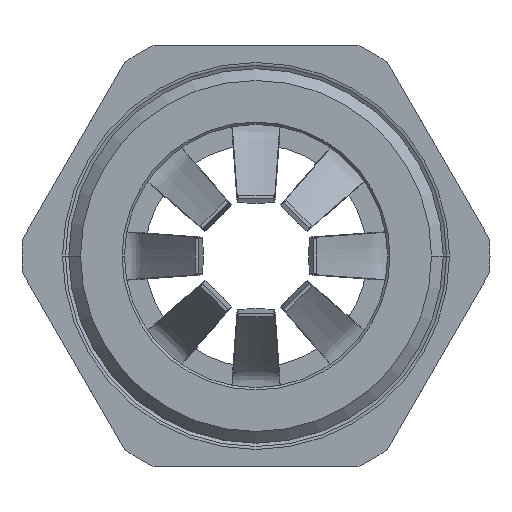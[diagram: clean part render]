
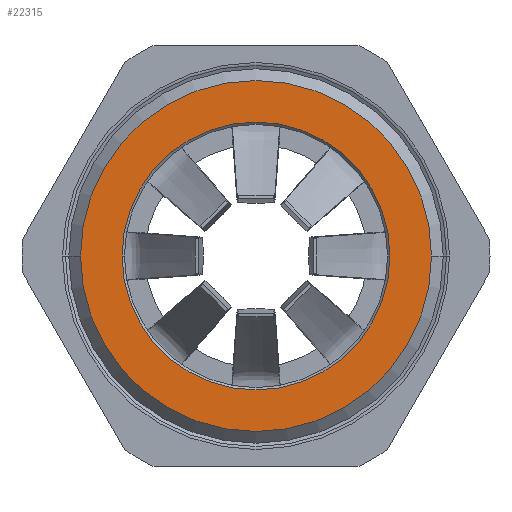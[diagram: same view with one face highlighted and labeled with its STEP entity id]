
A CAD part, front view. The second image highlights one B-rep face of the part: STEP entity #22315.
In plain terms, the highlighted planar face has unit normal (0, -1, 0).
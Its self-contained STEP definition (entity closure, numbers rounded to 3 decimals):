
#21346=CARTESIAN_POINT('',(0.,-9.5,0.));
#21347=DIRECTION('',(0.,1.,0.));
#21348=DIRECTION('',(1.,0.,0.));
#21349=AXIS2_PLACEMENT_3D('',#21346,#21347,#21348);
#21351=CARTESIAN_POINT('',(0.,-9.5,0.));
#21352=DIRECTION('',(0.,1.,0.));
#21353=DIRECTION('',(-1.,0.,0.));
#21354=AXIS2_PLACEMENT_3D('',#21351,#21352,#21353);
#21356=CARTESIAN_POINT('',(0.,-9.5,0.));
#21357=DIRECTION('',(0.,-1.,0.));
#21358=DIRECTION('',(-1.,0.,0.));
#21359=AXIS2_PLACEMENT_3D('',#21356,#21357,#21358);
#21361=CARTESIAN_POINT('',(0.,-9.5,0.));
#21362=DIRECTION('',(0.,-1.,0.));
#21363=DIRECTION('',(1.,0.,0.));
#21364=AXIS2_PLACEMENT_3D('',#21361,#21362,#21363);
#21432=CARTESIAN_POINT('',(11.45,-9.5,0.));
#21433=VERTEX_POINT('',#21432);
#21562=CARTESIAN_POINT('',(-15.,-9.5,0.));
#21563=VERTEX_POINT('',#21562);
#21566=CARTESIAN_POINT('',(15.,-9.5,0.));
#21567=VERTEX_POINT('',#21566);
#21568=CARTESIAN_POINT('',(-11.45,-9.5,0.));
#21569=VERTEX_POINT('',#21568);
#22300=CARTESIAN_POINT('',(0.,-9.5,0.));
#22301=DIRECTION('',(0.,1.,0.));
#22302=DIRECTION('',(1.,0.,0.));
#22303=AXIS2_PLACEMENT_3D('',#22300,#22301,#22302);
#22304=PLANE('',#22303);
#22306=ORIENTED_EDGE('',*,*,#22305,.T.);
#22307=ORIENTED_EDGE('',*,*,#22290,.T.);
#22308=EDGE_LOOP('',(#22306,#22307));
#22309=FACE_OUTER_BOUND('',#22308,.F.);
#22310=ORIENTED_EDGE('',*,*,#21579,.T.);
#22312=ORIENTED_EDGE('',*,*,#22311,.T.);
#22313=EDGE_LOOP('',(#22310,#22312));
#22314=FACE_BOUND('',#22313,.F.);
#22315=ADVANCED_FACE('',(#22309,#22314),#22304,.F.);
#21350=CIRCLE('',#21349,15.);
#21355=CIRCLE('',#21354,15.);
#21360=CIRCLE('',#21359,11.45);
#21365=CIRCLE('',#21364,11.45);
#21579=EDGE_CURVE('',#21569,#21433,#21360,.T.);
#22290=EDGE_CURVE('',#21563,#21567,#21355,.T.);
#22305=EDGE_CURVE('',#21567,#21563,#21350,.T.);
#22311=EDGE_CURVE('',#21433,#21569,#21365,.T.);
